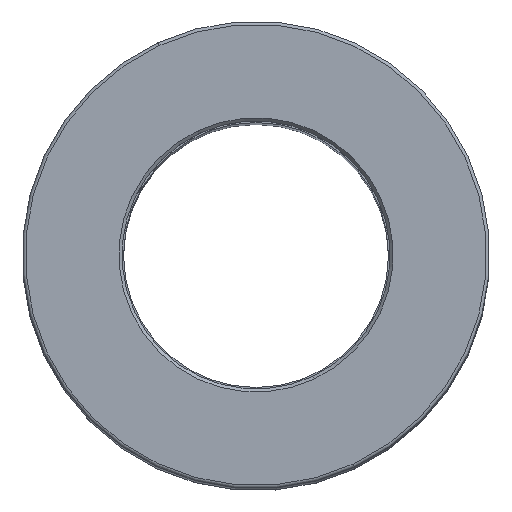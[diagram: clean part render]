
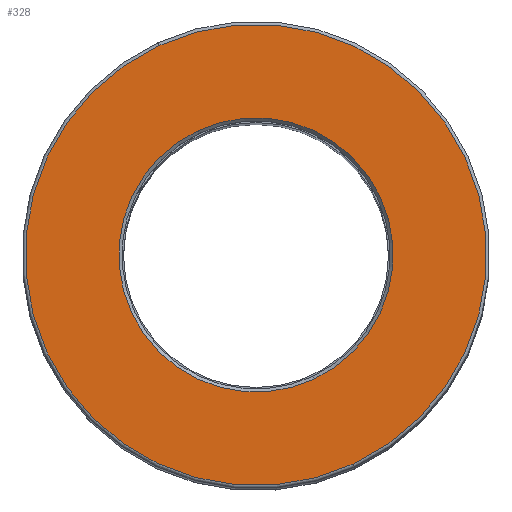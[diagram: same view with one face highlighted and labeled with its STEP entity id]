
A CAD part, top view. The second image highlights one B-rep face of the part: STEP entity #328.
In plain terms, the highlighted face is planar.
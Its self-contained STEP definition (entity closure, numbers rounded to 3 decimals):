
#9 = DIRECTION ( 'NONE',  ( 0., 1., 0. ) ) ;
#46 = CIRCLE ( 'NONE', #466, 8.8 ) ;
#68 = CIRCLE ( 'NONE', #92, 14.8 ) ;
#81 = CIRCLE ( 'NONE', #289, 8.8 ) ;
#92 = AXIS2_PLACEMENT_3D ( 'NONE', #320, #589, #217 ) ;
#97 = DIRECTION ( 'NONE',  ( 0., 0., -1. ) ) ;
#153 = ORIENTED_EDGE ( 'NONE', *, *, #192, .T. ) ;
#160 = CARTESIAN_POINT ( 'NONE',  ( 0., 0., -8.8 ) ) ;
#192 = EDGE_CURVE ( 'NONE', #321, #212, #68, .T. ) ;
#207 = AXIS2_PLACEMENT_3D ( 'NONE', #634, #306, #701 ) ;
#212 = VERTEX_POINT ( 'NONE', #267 ) ;
#217 = DIRECTION ( 'NONE',  ( 0., 0., -1. ) ) ;
#221 = CARTESIAN_POINT ( 'NONE',  ( 0., 0., 8.8 ) ) ;
#248 = ORIENTED_EDGE ( 'NONE', *, *, #720, .T. ) ;
#267 = CARTESIAN_POINT ( 'NONE',  ( 0., 0., -14.8 ) ) ;
#272 = AXIS2_PLACEMENT_3D ( 'NONE', #274, #592, #97 ) ;
#274 = CARTESIAN_POINT ( 'NONE',  ( -8.6, 0., 0. ) ) ;
#289 = AXIS2_PLACEMENT_3D ( 'NONE', #554, #441, #672 ) ;
#306 = DIRECTION ( 'NONE',  ( 0., -1., 0. ) ) ;
#320 = CARTESIAN_POINT ( 'NONE',  ( 0., 0., 0. ) ) ;
#321 = VERTEX_POINT ( 'NONE', #416 ) ;
#328 = ADVANCED_FACE ( 'NONE', ( #697, #521 ), #574, .T. ) ;
#346 = CARTESIAN_POINT ( 'NONE',  ( 0., 0., 0. ) ) ;
#365 = EDGE_CURVE ( 'NONE', #426, #449, #81, .T. ) ;
#386 = ORIENTED_EDGE ( 'NONE', *, *, #443, .T. ) ;
#400 = DIRECTION ( 'NONE',  ( 0., 0., -1. ) ) ;
#416 = CARTESIAN_POINT ( 'NONE',  ( 0., 0., 14.8 ) ) ;
#426 = VERTEX_POINT ( 'NONE', #160 ) ;
#438 = EDGE_LOOP ( 'NONE', ( #248, #153 ) ) ;
#441 = DIRECTION ( 'NONE',  ( 0., 1., 0. ) ) ;
#443 = EDGE_CURVE ( 'NONE', #449, #426, #46, .T. ) ;
#449 = VERTEX_POINT ( 'NONE', #221 ) ;
#466 = AXIS2_PLACEMENT_3D ( 'NONE', #346, #9, #400 ) ;
#470 = CIRCLE ( 'NONE', #207, 14.8 ) ;
#508 = ORIENTED_EDGE ( 'NONE', *, *, #365, .T. ) ;
#521 = FACE_BOUND ( 'NONE', #536, .T. ) ;
#536 = EDGE_LOOP ( 'NONE', ( #508, #386 ) ) ;
#554 = CARTESIAN_POINT ( 'NONE',  ( 0., 0., 0. ) ) ;
#574 = PLANE ( 'NONE',  #272 ) ;
#589 = DIRECTION ( 'NONE',  ( 0., -1., 0. ) ) ;
#592 = DIRECTION ( 'NONE',  ( 0., -1., 0. ) ) ;
#634 = CARTESIAN_POINT ( 'NONE',  ( 0., 0., 0. ) ) ;
#672 = DIRECTION ( 'NONE',  ( 0., 0., -1. ) ) ;
#697 = FACE_OUTER_BOUND ( 'NONE', #438, .T. ) ;
#701 = DIRECTION ( 'NONE',  ( 0., 0., -1. ) ) ;
#720 = EDGE_CURVE ( 'NONE', #212, #321, #470, .T. ) ;
